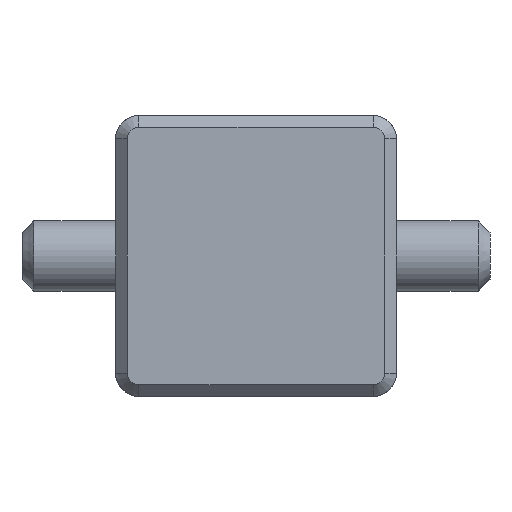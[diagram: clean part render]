
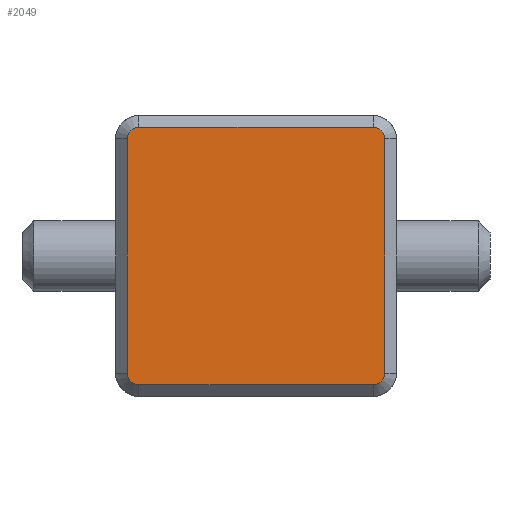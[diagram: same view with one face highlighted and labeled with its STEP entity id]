
A CAD part, front view. The second image highlights one B-rep face of the part: STEP entity #2049.
In plain terms, the highlighted planar face has unit normal (0, -1, 0).
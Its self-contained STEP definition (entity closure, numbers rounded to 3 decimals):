
#968=DIRECTION('',(0.,0.,-1.));
#969=VECTOR('',#968,10.);
#970=CARTESIAN_POINT('',(-5.497,-232.814,604.991));
#971=LINE('',#970,#969);
#972=CARTESIAN_POINT('',(-4.997,-232.814,604.991));
#973=DIRECTION('',(0.,-1.,0.));
#974=DIRECTION('',(0.,0.,1.));
#975=AXIS2_PLACEMENT_3D('',#972,#973,#974);
#977=DIRECTION('',(-1.,0.,0.));
#978=VECTOR('',#977,10.);
#979=CARTESIAN_POINT('',(5.003,-232.814,605.491));
#980=LINE('',#979,#978);
#981=CARTESIAN_POINT('',(5.003,-232.814,604.991));
#982=DIRECTION('',(0.,-1.,0.));
#983=DIRECTION('',(1.,0.,0.));
#984=AXIS2_PLACEMENT_3D('',#981,#982,#983);
#986=DIRECTION('',(0.,0.,1.));
#987=VECTOR('',#986,10.);
#988=CARTESIAN_POINT('',(5.503,-232.814,594.991));
#989=LINE('',#988,#987);
#990=CARTESIAN_POINT('',(5.003,-232.814,594.991));
#991=DIRECTION('',(0.,-1.,0.));
#992=DIRECTION('',(0.,0.,-1.));
#993=AXIS2_PLACEMENT_3D('',#990,#991,#992);
#995=DIRECTION('',(1.,0.,0.));
#996=VECTOR('',#995,10.);
#997=CARTESIAN_POINT('',(-4.997,-232.814,594.491));
#998=LINE('',#997,#996);
#999=CARTESIAN_POINT('',(-4.997,-232.814,594.991));
#1000=DIRECTION('',(0.,-1.,0.));
#1001=DIRECTION('',(-1.,0.,0.));
#1002=AXIS2_PLACEMENT_3D('',#999,#1000,#1001);
#1004=CARTESIAN_POINT('',(-5.497,-232.814,
594.991));
#1006=VERTEX_POINT('',#1004);
#1008=CARTESIAN_POINT('',(-5.497,-232.814,
604.991));
#1009=VERTEX_POINT('',#1008);
#1012=CARTESIAN_POINT('',(-4.997,-232.814,
594.491));
#1014=VERTEX_POINT('',#1012);
#1016=CARTESIAN_POINT('',(5.003,-232.814,594.491));
#1018=VERTEX_POINT('',#1016);
#1020=CARTESIAN_POINT('',(5.503,-232.814,594.991));
#1022=VERTEX_POINT('',#1020);
#1024=CARTESIAN_POINT('',(5.503,-232.814,604.991));
#1026=VERTEX_POINT('',#1024);
#1028=CARTESIAN_POINT('',(5.003,-232.814,605.491));
#1030=VERTEX_POINT('',#1028);
#1032=CARTESIAN_POINT('',(-4.997,-232.814,
605.491));
#1034=VERTEX_POINT('',#1032);
#2034=CARTESIAN_POINT('',(0.003,-232.814,
599.991));
#2035=DIRECTION('',(0.,1.,0.));
#2036=DIRECTION('',(1.,0.,0.));
#2037=AXIS2_PLACEMENT_3D('',#2034,#2035,#2036);
#2038=PLANE('',#2037);
#2039=ORIENTED_EDGE('',*,*,#1130,.F.);
#2040=ORIENTED_EDGE('',*,*,#1283,.F.);
#2041=ORIENTED_EDGE('',*,*,#1262,.F.);
#2042=ORIENTED_EDGE('',*,*,#1240,.F.);
#2043=ORIENTED_EDGE('',*,*,#1218,.F.);
#2044=ORIENTED_EDGE('',*,*,#1196,.F.);
#2045=ORIENTED_EDGE('',*,*,#1174,.F.);
#2046=ORIENTED_EDGE('',*,*,#1152,.F.);
#2047=EDGE_LOOP('',(#2039,#2040,#2041,#2042,#2043,#2044,#2045,#2046));
#2048=FACE_OUTER_BOUND('',#2047,.F.);
#976=CIRCLE('',#975,0.5);
#985=CIRCLE('',#984,0.5);
#994=CIRCLE('',#993,0.5);
#1003=CIRCLE('',#1002,0.5);
#1130=EDGE_CURVE('',#1009,#1006,#971,.T.);
#1152=EDGE_CURVE('',#1006,#1014,#1003,.T.);
#1174=EDGE_CURVE('',#1014,#1018,#998,.T.);
#1196=EDGE_CURVE('',#1018,#1022,#994,.T.);
#1218=EDGE_CURVE('',#1022,#1026,#989,.T.);
#1240=EDGE_CURVE('',#1026,#1030,#985,.T.);
#1262=EDGE_CURVE('',#1030,#1034,#980,.T.);
#1283=EDGE_CURVE('',#1034,#1009,#976,.T.);
#2049=ADVANCED_FACE('',(#2048),#2038,.F.);
